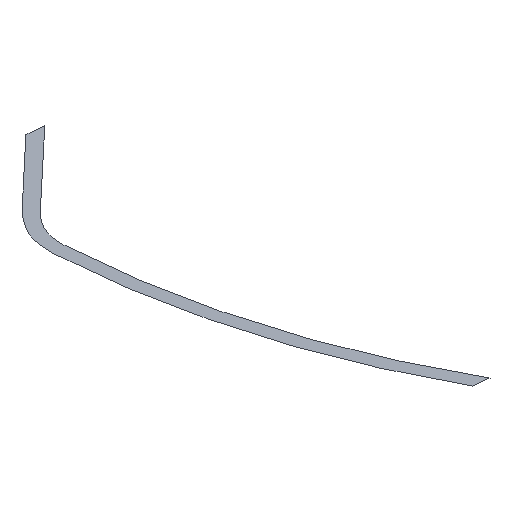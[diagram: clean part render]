
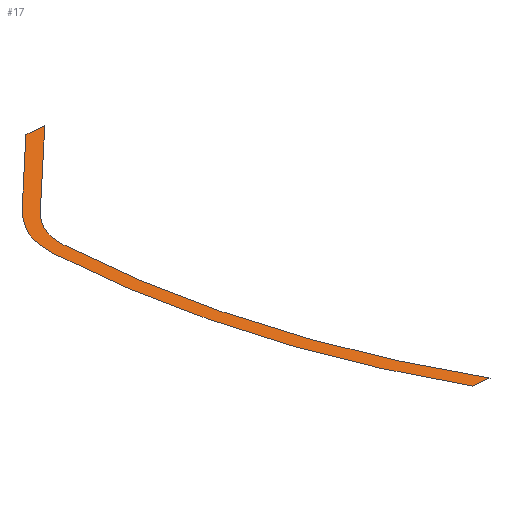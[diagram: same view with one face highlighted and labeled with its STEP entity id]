
A CAD part, isometric view. The second image highlights one B-rep face of the part: STEP entity #17.
In plain terms, the highlighted planar face has unit normal (0.001, 0.002, 1).
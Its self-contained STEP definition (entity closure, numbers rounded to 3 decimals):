
#17 = ADVANCED_FACE('',(#18),#32,.T.);
#18 = FACE_BOUND('',#19,.F.);
#19 = EDGE_LOOP('',(#20,#43,#59,#81,#103,#119,#141,#163));
#20 = ORIENTED_EDGE('',*,*,#21,.T.);
#21 = EDGE_CURVE('',#22,#24,#26,.T.);
#22 = VERTEX_POINT('',#23);
#23 = CARTESIAN_POINT('',(4.962,24.475,
    -0.04));
#24 = VERTEX_POINT('',#25);
#25 = CARTESIAN_POINT('',(7.588,24.165,
    -0.042));
#26 = SURFACE_CURVE('',#27,(#31),.PCURVE_S1.);
#27 = LINE('',#28,#29);
#28 = CARTESIAN_POINT('',(4.962,24.475,
    -0.04));
#29 = VECTOR('',#30,1.);
#30 = DIRECTION('',(0.993,-0.117,-0.001));
#31 = PCURVE('',#32,#37);
#32 = PLANE('',#33);
#33 = AXIS2_PLACEMENT_3D('',#34,#35,#36);
#34 = CARTESIAN_POINT('',(20.145,22.351,
    -0.048));
#35 = DIRECTION('',(0.001,0.001,1.
    ));
#36 = DIRECTION('',(-0.985,0.175,0.));
#37 = DEFINITIONAL_REPRESENTATION('',(#38),#42);
#38 = LINE('',#39,#40);
#39 = CARTESIAN_POINT('',(15.321,0.559));
#40 = VECTOR('',#41,1.);
#41 = DIRECTION('',(-0.998,-0.058));
#42 = ( GEOMETRIC_REPRESENTATION_CONTEXT(2) 
PARAMETRIC_REPRESENTATION_CONTEXT() REPRESENTATION_CONTEXT('2D SPACE',''
  ) );
#43 = ORIENTED_EDGE('',*,*,#44,.T.);
#44 = EDGE_CURVE('',#24,#45,#47,.T.);
#45 = VERTEX_POINT('',#46);
#46 = CARTESIAN_POINT('',(-4.539,12.748,
    -0.016));
#47 = SURFACE_CURVE('',#48,(#52),.PCURVE_S1.);
#48 = LINE('',#49,#50);
#49 = CARTESIAN_POINT('',(7.588,24.165,
    -0.042));
#50 = VECTOR('',#51,1.);
#51 = DIRECTION('',(-0.728,-0.685,0.002)
  );
#52 = PCURVE('',#32,#53);
#53 = DEFINITIONAL_REPRESENTATION('',(#54),#58);
#54 = LINE('',#55,#56);
#55 = CARTESIAN_POINT('',(12.681,0.405));
#56 = VECTOR('',#57,1.);
#57 = DIRECTION('',(0.597,0.802));
#58 = ( GEOMETRIC_REPRESENTATION_CONTEXT(2) 
PARAMETRIC_REPRESENTATION_CONTEXT() REPRESENTATION_CONTEXT('2D SPACE',''
  ) );
#59 = ORIENTED_EDGE('',*,*,#60,.T.);
#60 = EDGE_CURVE('',#45,#61,#63,.T.);
#61 = VERTEX_POINT('',#62);
#62 = CARTESIAN_POINT('',(-6.973,6.619,
    -0.005));
#63 = SURFACE_CURVE('',#64,(#71),.PCURVE_S1.);
#64 = B_SPLINE_CURVE_WITH_KNOTS('',3,(#65,#66,#67,#68,#69,#70),
  .UNSPECIFIED.,.F.,.F.,(4,1,1,4),(0.,0.333,0.667,1.),
  .UNSPECIFIED.);
#65 = CARTESIAN_POINT('',(-4.539,12.748,
    -0.016));
#66 = CARTESIAN_POINT('',(-5.139,12.151,
    -0.014));
#67 = CARTESIAN_POINT('',(-6.118,10.901,
    -0.012));
#68 = CARTESIAN_POINT('',(-6.857,8.96,
    -0.008));
#69 = CARTESIAN_POINT('',(-7.,7.428,
    -0.006));
#70 = CARTESIAN_POINT('',(-6.973,6.619,
    -0.005));
#71 = PCURVE('',#32,#72);
#72 = DEFINITIONAL_REPRESENTATION('',(#73),#80);
#73 = B_SPLINE_CURVE_WITH_KNOTS('',3,(#74,#75,#76,#77,#78,#79),
  .UNSPECIFIED.,.F.,.F.,(4,1,1,4),(0.,0.333,0.667,1.),
  .UNSPECIFIED.);
#74 = CARTESIAN_POINT('',(22.63,13.764));
#75 = CARTESIAN_POINT('',(23.116,14.457));
#76 = CARTESIAN_POINT('',(23.862,15.858));
#77 = CARTESIAN_POINT('',(24.251,17.898));
#78 = CARTESIAN_POINT('',(24.124,19.432));
#79 = CARTESIAN_POINT('',(23.957,20.224));
#80 = ( GEOMETRIC_REPRESENTATION_CONTEXT(2) 
PARAMETRIC_REPRESENTATION_CONTEXT() REPRESENTATION_CONTEXT('2D SPACE',''
  ) );
#81 = ORIENTED_EDGE('',*,*,#82,.T.);
#82 = EDGE_CURVE('',#61,#83,#85,.T.);
#83 = VERTEX_POINT('',#84);
#84 = CARTESIAN_POINT('',(8.152,-44.424,
    0.06));
#85 = SURFACE_CURVE('',#86,(#93),.PCURVE_S1.);
#86 = B_SPLINE_CURVE_WITH_KNOTS('',3,(#87,#88,#89,#90,#91,#92),
  .UNSPECIFIED.,.F.,.F.,(4,1,1,4),(0.,0.333,0.667,1.),
  .UNSPECIFIED.);
#87 = CARTESIAN_POINT('',(-6.973,6.619,
    -0.005));
#88 = CARTESIAN_POINT('',(-6.57,0.492,
    0.004));
#89 = CARTESIAN_POINT('',(-4.912,-11.457,
    0.021));
#90 = CARTESIAN_POINT('',(0.106,-28.337,
    0.042));
#91 = CARTESIAN_POINT('',(5.184,-39.15,
    0.055));
#92 = CARTESIAN_POINT('',(8.152,-44.424,
    0.06));
#93 = PCURVE('',#32,#94);
#94 = DEFINITIONAL_REPRESENTATION('',(#95),#102);
#95 = B_SPLINE_CURVE_WITH_KNOTS('',3,(#96,#97,#98,#99,#100,#101),
  .UNSPECIFIED.,.F.,.F.,(4,1,1,4),(0.,0.333,0.667,1.),
  .UNSPECIFIED.);
#96 = CARTESIAN_POINT('',(23.957,20.224));
#97 = CARTESIAN_POINT('',(22.491,26.186));
#98 = CARTESIAN_POINT('',(18.773,37.662));
#99 = CARTESIAN_POINT('',(10.886,53.408));
#100 = CARTESIAN_POINT('',(3.999,63.168));
#101 = CARTESIAN_POINT('',(0.156,67.844));
#102 = ( GEOMETRIC_REPRESENTATION_CONTEXT(2) 
PARAMETRIC_REPRESENTATION_CONTEXT() REPRESENTATION_CONTEXT('2D SPACE',''
  ) );
#103 = ORIENTED_EDGE('',*,*,#104,.T.);
#104 = EDGE_CURVE('',#83,#105,#107,.T.);
#105 = VERTEX_POINT('',#106);
#106 = CARTESIAN_POINT('',(5.701,-44.135,
    0.062));
#107 = SURFACE_CURVE('',#108,(#112),.PCURVE_S1.);
#108 = LINE('',#109,#110);
#109 = CARTESIAN_POINT('',(8.152,-44.424,
    0.06));
#110 = VECTOR('',#111,1.);
#111 = DIRECTION('',(-0.993,0.117,0.001));
#112 = PCURVE('',#32,#113);
#113 = DEFINITIONAL_REPRESENTATION('',(#114),#118);
#114 = LINE('',#115,#116);
#115 = CARTESIAN_POINT('',(0.156,67.844));
#116 = VECTOR('',#117,1.);
#117 = DIRECTION('',(0.998,0.058));
#118 = ( GEOMETRIC_REPRESENTATION_CONTEXT(2) 
PARAMETRIC_REPRESENTATION_CONTEXT() REPRESENTATION_CONTEXT('2D SPACE',''
  ) );
#119 = ORIENTED_EDGE('',*,*,#120,.T.);
#120 = EDGE_CURVE('',#105,#121,#123,.T.);
#121 = VERTEX_POINT('',#122);
#122 = CARTESIAN_POINT('',(-8.949,6.38,
    -0.003));
#123 = SURFACE_CURVE('',#124,(#131),.PCURVE_S1.);
#124 = B_SPLINE_CURVE_WITH_KNOTS('',3,(#125,#126,#127,#128,#129,#130),
  .UNSPECIFIED.,.F.,.F.,(4,1,1,4),(0.,0.333,0.667,1.),
  .UNSPECIFIED.);
#125 = CARTESIAN_POINT('',(5.701,-44.135,
    0.062));
#126 = CARTESIAN_POINT('',(2.848,-38.944,
    0.056));
#127 = CARTESIAN_POINT('',(-2.042,-28.28,
    0.044));
#128 = CARTESIAN_POINT('',(-6.984,-11.269,
    0.022));
#129 = CARTESIAN_POINT('',(-8.572,0.42,
    0.006));
#130 = CARTESIAN_POINT('',(-8.949,6.38,
    -0.003));
#131 = PCURVE('',#32,#132);
#132 = DEFINITIONAL_REPRESENTATION('',(#133),#140);
#133 = B_SPLINE_CURVE_WITH_KNOTS('',3,(#134,#135,#136,#137,#138,#139),
  .UNSPECIFIED.,.F.,.F.,(4,1,1,4),(0.,0.333,0.667,1.),
  .UNSPECIFIED.);
#134 = CARTESIAN_POINT('',(2.62,67.987));
#135 = CARTESIAN_POINT('',(6.335,63.374));
#136 = CARTESIAN_POINT('',(13.011,53.726));
#137 = CARTESIAN_POINT('',(20.846,37.839));
#138 = CARTESIAN_POINT('',(24.449,26.606));
#139 = CARTESIAN_POINT('',(25.86,20.804));
#140 = ( GEOMETRIC_REPRESENTATION_CONTEXT(2) 
PARAMETRIC_REPRESENTATION_CONTEXT() REPRESENTATION_CONTEXT('2D SPACE',''
  ) );
#141 = ORIENTED_EDGE('',*,*,#142,.T.);
#142 = EDGE_CURVE('',#121,#143,#145,.T.);
#143 = VERTEX_POINT('',#144);
#144 = CARTESIAN_POINT('',(-5.942,14.173,
    -0.017));
#145 = SURFACE_CURVE('',#146,(#153),.PCURVE_S1.);
#146 = B_SPLINE_CURVE_WITH_KNOTS('',3,(#147,#148,#149,#150,#151,#152),
  .UNSPECIFIED.,.F.,.F.,(4,1,1,4),(0.,0.333,0.667,1.),
  .UNSPECIFIED.);
#147 = CARTESIAN_POINT('',(-8.949,6.38,
    -0.003));
#148 = CARTESIAN_POINT('',(-8.973,7.345,
    -0.004));
#149 = CARTESIAN_POINT('',(-8.79,9.2,
    -0.007));
#150 = CARTESIAN_POINT('',(-8.337,10.974,
    -0.01));
#151 = CARTESIAN_POINT('',(-6.875,13.046,
    -0.014));
#152 = CARTESIAN_POINT('',(-5.942,14.173,
    -0.017));
#153 = PCURVE('',#32,#154);
#154 = DEFINITIONAL_REPRESENTATION('',(#155),#162);
#155 = B_SPLINE_CURVE_WITH_KNOTS('',3,(#156,#157,#158,#159,#160,#161),
  .UNSPECIFIED.,.F.,.F.,(4,1,1,4),(0.,0.333,0.667,1.),
  .UNSPECIFIED.);
#156 = CARTESIAN_POINT('',(25.86,20.804));
#157 = CARTESIAN_POINT('',(26.053,19.858));
#158 = CARTESIAN_POINT('',(26.196,17.999));
#159 = CARTESIAN_POINT('',(26.06,16.173));
#160 = CARTESIAN_POINT('',(24.982,13.878));
#161 = CARTESIAN_POINT('',(24.259,12.605));
#162 = ( GEOMETRIC_REPRESENTATION_CONTEXT(2) 
PARAMETRIC_REPRESENTATION_CONTEXT() REPRESENTATION_CONTEXT('2D SPACE',''
  ) );
#163 = ORIENTED_EDGE('',*,*,#164,.T.);
#164 = EDGE_CURVE('',#143,#22,#165,.T.);
#165 = SURFACE_CURVE('',#166,(#170),.PCURVE_S1.);
#166 = LINE('',#167,#168);
#167 = CARTESIAN_POINT('',(-5.942,14.173,
    -0.017));
#168 = VECTOR('',#169,1.);
#169 = DIRECTION('',(0.727,0.687,-0.002));
#170 = PCURVE('',#32,#171);
#171 = DEFINITIONAL_REPRESENTATION('',(#172),#176);
#172 = LINE('',#173,#174);
#173 = CARTESIAN_POINT('',(24.259,12.605));
#174 = VECTOR('',#175,1.);
#175 = DIRECTION('',(-0.596,-0.803));
#176 = ( GEOMETRIC_REPRESENTATION_CONTEXT(2) 
PARAMETRIC_REPRESENTATION_CONTEXT() REPRESENTATION_CONTEXT('2D SPACE',''
  ) );
